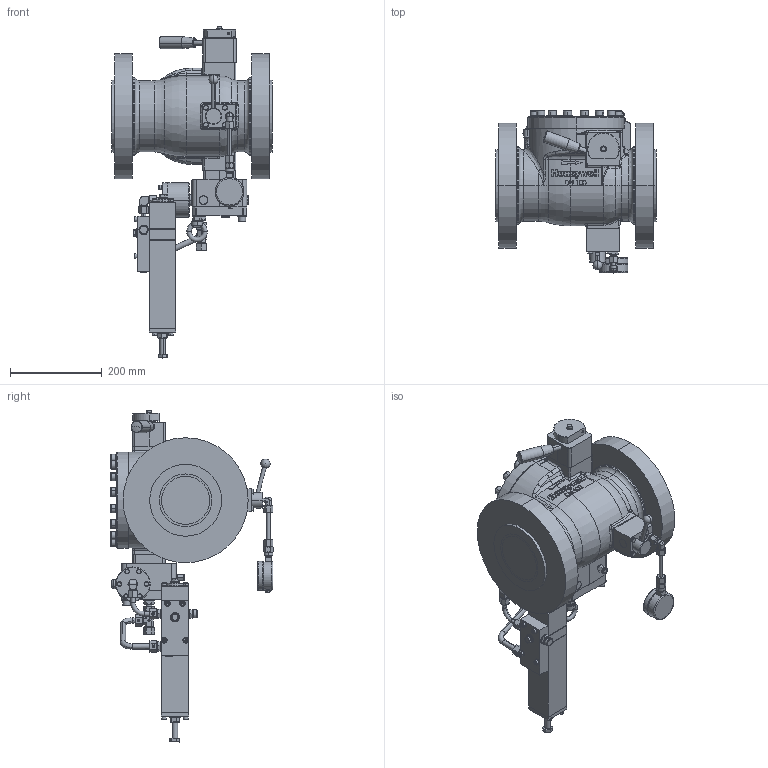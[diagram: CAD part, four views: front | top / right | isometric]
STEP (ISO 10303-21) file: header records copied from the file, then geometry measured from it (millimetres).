
FILE_DESCRIPTION (( 'STEP AP214' ), '1' );
FILE_NAME ('HON711-DN100-K18-class600RF.STEP', '2019-07-30T04:30:12', ( '' ), ( '' ), 'SwSTEP 2.0', 'SolidWorks 2017', '' );
FILE_SCHEMA (( 'AUTOMOTIVE_DESIGN' ));
Length unit declared in the file: millimetre
Products named in the file (1): HON711-DN100-K18-class600RF
Bounding box: 350 x 356 x 725.02 mm (x, y, z)
Volume: 17310672.7 mm3; surface area: 805994.9 mm2
Topology: 2 solids, 2 shells, 2537 faces, 6029 edges, 3661 vertices
Faces by surface type: plane 1074, cylinder 648, cone 400, torus 212, bspline 193, sphere 10
Entity records: 105346 total; most frequent: CARTESIAN_POINT 25161, ORIENTED_EDGE 11948, DIRECTION 11808, EDGE_CURVE 5974, AXIS2_PLACEMENT_3D 4612, VERTEX_POINT 3658, EDGE_LOOP 2798, VECTOR 2584
